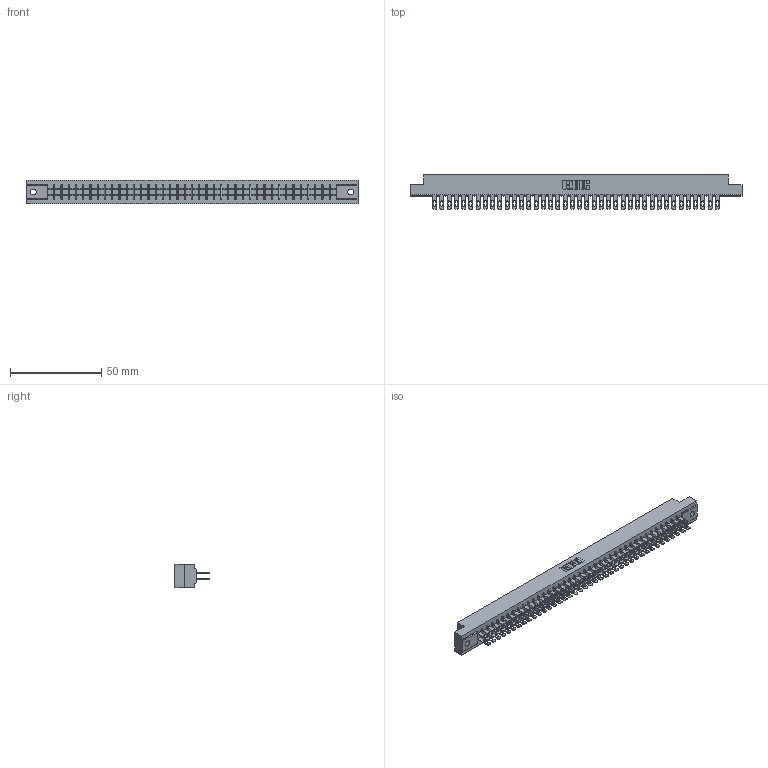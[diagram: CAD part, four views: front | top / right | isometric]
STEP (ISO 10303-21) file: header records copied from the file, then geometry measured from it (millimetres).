
FILE_DESCRIPTION (( 'STEP AP203' ), '1' );
FILE_NAME ('355-080-500-502.STEP', '2019-09-13T14:20:34', ( '' ), ( '' ), 'SwSTEP 2.0', 'SolidWorks 2016', '' );
FILE_SCHEMA (( 'CONFIG_CONTROL_DESIGN' ));
Length unit declared in the file: inch
Products named in the file (3): 305 Part_.128 Dia; 305-290-001_500; 355-080-500-502
Assembly tree (81 placements, depth 2):
  355-080-500-502
    305 Part_.128 Dia
    305-290-001_500  x80
Bounding box: 181.51 x 18.85 x 12.7 mm (x, y, z)
Volume: 18581.3 mm3; surface area: 25774.1 mm2
Topology: 81 solids, 81 shells, 4116 faces, 11796 edges, 7648 vertices
Faces by surface type: plane 2308, cylinder 1648, sphere 160
Entity records: 43577 total; most frequent: CARTESIAN_POINT 7210, ORIENTED_EDGE 7156, DIRECTION 6978, EDGE_CURVE 3578, LINE 2890, VECTOR 2890, VERTEX_POINT 2276, AXIS2_PLACEMENT_3D 2044
